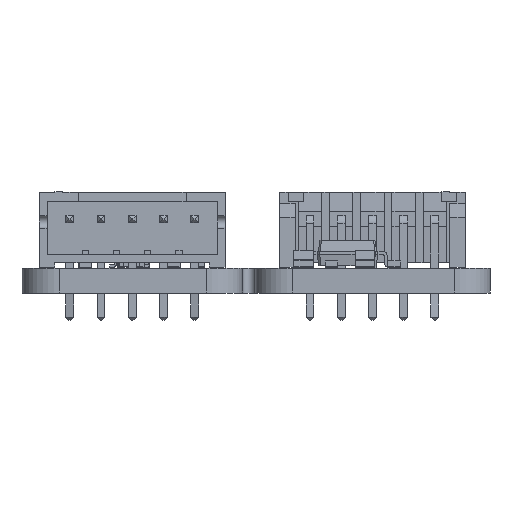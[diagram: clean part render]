
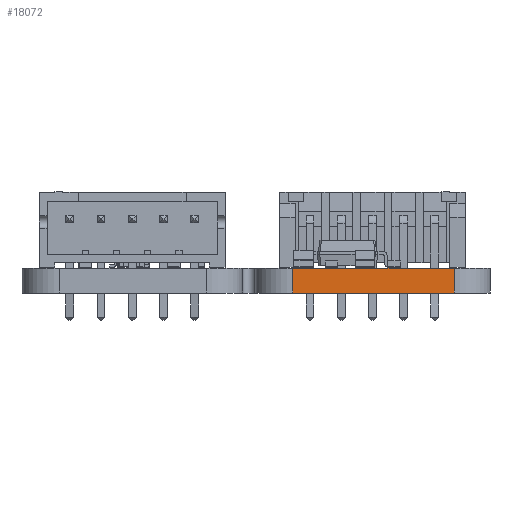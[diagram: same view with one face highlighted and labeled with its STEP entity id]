
A CAD part, left-side view. The second image highlights one B-rep face of the part: STEP entity #18072.
In plain terms, the highlighted planar face has unit normal (-1, 0, 0).
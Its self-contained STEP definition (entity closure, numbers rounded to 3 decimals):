
#16820 = VERTEX_POINT('',#16821);
#16821 = CARTESIAN_POINT('',(150.137,-120.305,0.));
#16828 = EDGE_CURVE('',#16829,#16820,#16831,.T.);
#16829 = VERTEX_POINT('',#16830);
#16830 = CARTESIAN_POINT('',(150.138,-130.638,0.));
#16831 = LINE('',#16832,#16833);
#16832 = CARTESIAN_POINT('',(150.138,-130.638,0.));
#16833 = VECTOR('',#16834,1.);
#16834 = DIRECTION('',(0.,1.,0.));
#17343 = VERTEX_POINT('',#17344);
#17344 = CARTESIAN_POINT('',(150.137,-120.305,1.6));
#17351 = EDGE_CURVE('',#17352,#17343,#17354,.T.);
#17352 = VERTEX_POINT('',#17353);
#17353 = CARTESIAN_POINT('',(150.138,-130.638,1.6));
#17354 = LINE('',#17355,#17356);
#17355 = CARTESIAN_POINT('',(150.138,-130.638,1.6));
#17356 = VECTOR('',#17357,1.);
#17357 = DIRECTION('',(0.,1.,0.));
#18042 = EDGE_CURVE('',#16820,#17343,#18043,.T.);
#18043 = LINE('',#18044,#18045);
#18044 = CARTESIAN_POINT('',(150.137,-120.305,0.));
#18045 = VECTOR('',#18046,1.);
#18046 = DIRECTION('',(0.,0.,1.));
#18061 = EDGE_CURVE('',#16829,#17352,#18062,.T.);
#18062 = LINE('',#18063,#18064);
#18063 = CARTESIAN_POINT('',(150.138,-130.638,0.));
#18064 = VECTOR('',#18065,1.);
#18065 = DIRECTION('',(0.,0.,1.));
#18072 = ADVANCED_FACE('',(#18073),#18079,.T.);
#18073 = FACE_BOUND('',#18074,.T.);
#18074 = EDGE_LOOP('',(#18075,#18076,#18077,#18078));
#18075 = ORIENTED_EDGE('',*,*,#18061,.T.);
#18076 = ORIENTED_EDGE('',*,*,#17351,.T.);
#18077 = ORIENTED_EDGE('',*,*,#18042,.F.);
#18078 = ORIENTED_EDGE('',*,*,#16828,.F.);
#18079 = PLANE('',#18080);
#18080 = AXIS2_PLACEMENT_3D('',#18081,#18082,#18083);
#18081 = CARTESIAN_POINT('',(150.138,-130.638,0.));
#18082 = DIRECTION('',(-1.,0.,0.));
#18083 = DIRECTION('',(0.,1.,0.));
